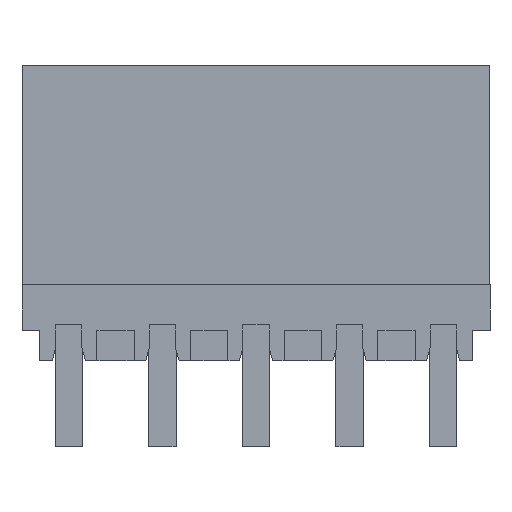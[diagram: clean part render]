
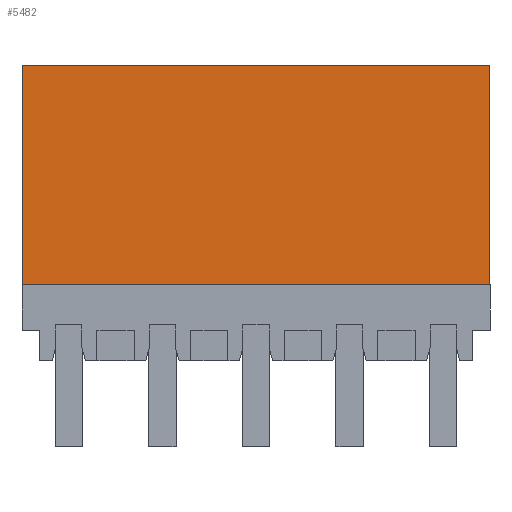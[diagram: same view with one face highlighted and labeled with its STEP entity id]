
A CAD part, front view. The second image highlights one B-rep face of the part: STEP entity #5482.
In plain terms, the highlighted planar face has unit normal (0, -1, 0).
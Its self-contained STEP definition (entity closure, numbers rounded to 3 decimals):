
#5469=AXIS2_PLACEMENT_3D('Plane Axis2P3D',#5466,#5467,#5468) ;
#1952=CARTESIAN_POINT('Line Origine',(17.5,0.,10.15)) ;
#1956=CARTESIAN_POINT('Vertex',(17.5,0.,14.25)) ;
#1958=CARTESIAN_POINT('Vertex',(17.5,0.,6.05)) ;
#3366=CARTESIAN_POINT('Vertex',(0.,0.,6.05)) ;
#3369=CARTESIAN_POINT('Line Origine',(0.,0.,10.15)) ;
#3373=CARTESIAN_POINT('Vertex',(0.,0.,14.25)) ;
#3907=CARTESIAN_POINT('Line Origine',(8.75,0.,6.05)) ;
#5466=CARTESIAN_POINT('Axis2P3D Location',(2.8,0.,14.25)) ;
#5471=CARTESIAN_POINT('Line Origine',(8.75,0.,14.25)) ;
#1953=DIRECTION('Vector Direction',(0.,0.,-1.)) ;
#3370=DIRECTION('Vector Direction',(0.,0.,-1.)) ;
#3908=DIRECTION('Vector Direction',(1.,0.,0.)) ;
#5467=DIRECTION('Axis2P3D Direction',(0.,-1.,0.)) ;
#5468=DIRECTION('Axis2P3D XDirection',(0.,0.,-1.)) ;
#5472=DIRECTION('Vector Direction',(1.,0.,0.)) ;
#1954=VECTOR('Line Direction',#1953,1.) ;
#3371=VECTOR('Line Direction',#3370,1.) ;
#3909=VECTOR('Line Direction',#3908,1.) ;
#5473=VECTOR('Line Direction',#5472,1.) ;
#5477=ORIENTED_EDGE('',*,*,#3375,.T.) ;
#5478=ORIENTED_EDGE('',*,*,#3911,.F.) ;
#5479=ORIENTED_EDGE('',*,*,#1960,.F.) ;
#5480=ORIENTED_EDGE('',*,*,#5475,.F.) ;
#5482=ADVANCED_FACE('HOUSING',(#5481),#5470,.T.) ;
#1960=EDGE_CURVE('',#1957,#1959,#1955,.T.) ;
#3375=EDGE_CURVE('',#3374,#3367,#3372,.T.) ;
#3911=EDGE_CURVE('',#1959,#3367,#3910,.F.) ;
#5475=EDGE_CURVE('',#3374,#1957,#5474,.T.) ;
#5476=EDGE_LOOP('',(#5477,#5478,#5479,#5480)) ;
#5481=FACE_OUTER_BOUND('',#5476,.T.) ;
#1955=LINE('Line',#1952,#1954) ;
#3372=LINE('Line',#3369,#3371) ;
#3910=LINE('Line',#3907,#3909) ;
#5474=LINE('Line',#5471,#5473) ;
#5470=PLANE('',#5469) ;
#1957=VERTEX_POINT('',#1956) ;
#1959=VERTEX_POINT('',#1958) ;
#3367=VERTEX_POINT('',#3366) ;
#3374=VERTEX_POINT('',#3373) ;
